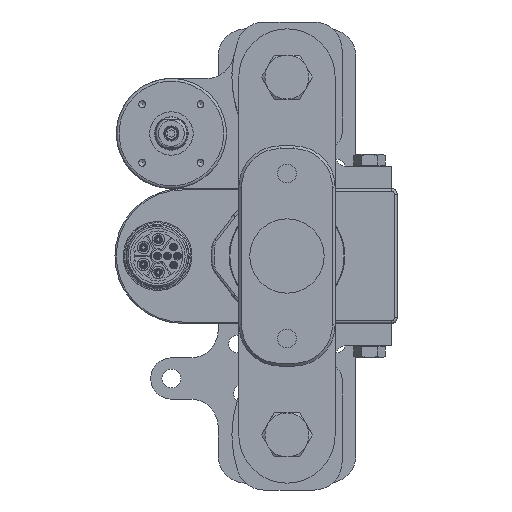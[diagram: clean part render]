
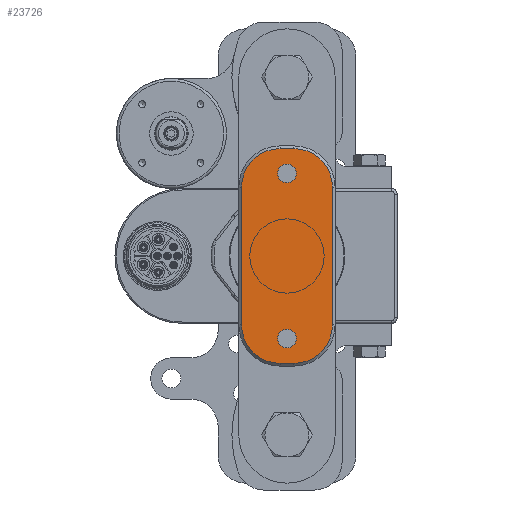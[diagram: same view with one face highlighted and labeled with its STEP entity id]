
A CAD part, left-side view. The second image highlights one B-rep face of the part: STEP entity #23726.
In plain terms, the highlighted face is planar.
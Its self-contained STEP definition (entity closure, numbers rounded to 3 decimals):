
#59 = DIRECTION ( 'NONE',  ( -1., 0., 0. ) ) ;
#308 = DIRECTION ( 'NONE',  ( 1., 0., 0. ) ) ;
#2497 = ORIENTED_EDGE ( 'NONE', *, *, #29786, .T. ) ;
#2559 = DIRECTION ( 'NONE',  ( 1., 0., 0. ) ) ;
#3232 = EDGE_CURVE ( 'NONE', #42497, #6800, #5384, .T. ) ;
#4299 = DIRECTION ( 'NONE',  ( 0., 0., 1. ) ) ;
#4820 = DIRECTION ( 'NONE',  ( 0., 0., 1. ) ) ;
#5007 = LINE ( 'NONE', #37193, #32653 ) ;
#5384 = CIRCLE ( 'NONE', #41873, 14. ) ;
#6800 = VERTEX_POINT ( 'NONE', #19346 ) ;
#7353 = EDGE_CURVE ( 'NONE', #44428, #44428, #15566, .T. ) ;
#8024 = CARTESIAN_POINT ( 'NONE',  ( 33.4, 0., 15. ) ) ;
#8397 = VERTEX_POINT ( 'NONE', #9574 ) ;
#8569 = DIRECTION ( 'NONE',  ( 1., 0., 0. ) ) ;
#8603 = DIRECTION ( 'NONE',  ( 1., 0., 0. ) ) ;
#8780 = CARTESIAN_POINT ( 'NONE',  ( 25., 16.5, 15. ) ) ;
#8829 = CARTESIAN_POINT ( 'NONE',  ( -25., 2.5, 15. ) ) ;
#8939 = VECTOR ( 'NONE', #18641, 1000. ) ;
#9100 = FACE_BOUND ( 'NONE', #46213, .T. ) ;
#9197 = VERTEX_POINT ( 'NONE', #47765 ) ;
#9374 = DIRECTION ( 'NONE',  ( 0., 0., 1. ) ) ;
#9574 = CARTESIAN_POINT ( 'NONE',  ( 39., -2.5, 15. ) ) ;
#10055 = AXIS2_PLACEMENT_3D ( 'NONE', #24497, #4299, #308 ) ;
#10143 = EDGE_CURVE ( 'NONE', #29128, #23757, #19981, .T. ) ;
#11127 = CARTESIAN_POINT ( 'NONE',  ( 25., -2.5, 15. ) ) ;
#11211 = AXIS2_PLACEMENT_3D ( 'NONE', #8829, #20223, #36745 ) ;
#11398 = VERTEX_POINT ( 'NONE', #30720 ) ;
#12585 = ORIENTED_EDGE ( 'NONE', *, *, #51136, .T. ) ;
#12888 = CIRCLE ( 'NONE', #11211, 14. ) ;
#13149 = EDGE_CURVE ( 'NONE', #20785, #8397, #32270, .T. ) ;
#15458 = CARTESIAN_POINT ( 'NONE',  ( -39., 0., 15. ) ) ;
#15566 = CIRCLE ( 'NONE', #41921, 3.4 ) ;
#17300 = CARTESIAN_POINT ( 'NONE',  ( 25., 2.5, 15. ) ) ;
#17330 = DIRECTION ( 'NONE',  ( 0., 0., 1. ) ) ;
#17458 = EDGE_CURVE ( 'NONE', #9197, #29128, #31260, .T. ) ;
#17515 = EDGE_CURVE ( 'NONE', #33980, #33980, #32978, .T. ) ;
#18641 = DIRECTION ( 'NONE',  ( 0., -1., 0. ) ) ;
#18675 = ORIENTED_EDGE ( 'NONE', *, *, #17515, .F. ) ;
#19280 = LINE ( 'NONE', #34729, #36682 ) ;
#19346 = CARTESIAN_POINT ( 'NONE',  ( -25., -16.5, 15. ) ) ;
#19962 = EDGE_LOOP ( 'NONE', ( #18675 ) ) ;
#19981 = LINE ( 'NONE', #48709, #51601 ) ;
#20151 = DIRECTION ( 'NONE',  ( 0., 1., 0. ) ) ;
#20223 = DIRECTION ( 'NONE',  ( 0., 0., 1. ) ) ;
#20336 = AXIS2_PLACEMENT_3D ( 'NONE', #11127, #48073, #50990 ) ;
#20637 = ORIENTED_EDGE ( 'NONE', *, *, #13149, .T. ) ;
#20785 = VERTEX_POINT ( 'NONE', #37149 ) ;
#21460 = CARTESIAN_POINT ( 'NONE',  ( -26.6, 0., 15. ) ) ;
#22750 = ORIENTED_EDGE ( 'NONE', *, *, #17458, .T. ) ;
#23726 = ADVANCED_FACE ( 'NONE', ( #34522, #9100, #32760 ), #33017, .T. ) ;
#23757 = VERTEX_POINT ( 'NONE', #37280 ) ;
#24497 = CARTESIAN_POINT ( 'NONE',  ( -30., 0., 15. ) ) ;
#24538 = CARTESIAN_POINT ( 'NONE',  ( -25., -2.5, 15. ) ) ;
#24642 = DIRECTION ( 'NONE',  ( 0., 0., 1. ) ) ;
#25283 = CARTESIAN_POINT ( 'NONE',  ( 0., 0., 15. ) ) ;
#27145 = EDGE_LOOP ( 'NONE', ( #47885, #22750, #45528, #35072, #12585, #41786, #2497, #20637 ) ) ;
#29128 = VERTEX_POINT ( 'NONE', #8780 ) ;
#29786 = EDGE_CURVE ( 'NONE', #6800, #20785, #19280, .T. ) ;
#30720 = CARTESIAN_POINT ( 'NONE',  ( -39., 2.5, 15. ) ) ;
#31260 = CIRCLE ( 'NONE', #41475, 14. ) ;
#31338 = AXIS2_PLACEMENT_3D ( 'NONE', #25283, #4820, #48956 ) ;
#31588 = CARTESIAN_POINT ( 'NONE',  ( 30., 0., 15. ) ) ;
#32270 = CIRCLE ( 'NONE', #20336, 14. ) ;
#32653 = VECTOR ( 'NONE', #20151, 1000. ) ;
#32760 = FACE_BOUND ( 'NONE', #19962, .T. ) ;
#32978 = CIRCLE ( 'NONE', #10055, 3.4 ) ;
#33017 = PLANE ( 'NONE',  #31338 ) ;
#33099 = EDGE_CURVE ( 'NONE', #8397, #9197, #5007, .T. ) ;
#33980 = VERTEX_POINT ( 'NONE', #21460 ) ;
#34154 = ORIENTED_EDGE ( 'NONE', *, *, #7353, .F. ) ;
#34522 = FACE_OUTER_BOUND ( 'NONE', #27145, .T. ) ;
#34729 = CARTESIAN_POINT ( 'NONE',  ( 25., -16.5, 15. ) ) ;
#35072 = ORIENTED_EDGE ( 'NONE', *, *, #46314, .T. ) ;
#36682 = VECTOR ( 'NONE', #2559, 1000. ) ;
#36745 = DIRECTION ( 'NONE',  ( 1., 0., 0. ) ) ;
#37149 = CARTESIAN_POINT ( 'NONE',  ( 25., -16.5, 15. ) ) ;
#37193 = CARTESIAN_POINT ( 'NONE',  ( 39., 0., 15. ) ) ;
#37280 = CARTESIAN_POINT ( 'NONE',  ( -25., 16.5, 15. ) ) ;
#38889 = LINE ( 'NONE', #15458, #8939 ) ;
#41475 = AXIS2_PLACEMENT_3D ( 'NONE', #17300, #9374, #8569 ) ;
#41786 = ORIENTED_EDGE ( 'NONE', *, *, #3232, .T. ) ;
#41873 = AXIS2_PLACEMENT_3D ( 'NONE', #24538, #17330, #8603 ) ;
#41921 = AXIS2_PLACEMENT_3D ( 'NONE', #31588, #24642, #52037 ) ;
#42497 = VERTEX_POINT ( 'NONE', #46998 ) ;
#44428 = VERTEX_POINT ( 'NONE', #8024 ) ;
#45528 = ORIENTED_EDGE ( 'NONE', *, *, #10143, .T. ) ;
#46213 = EDGE_LOOP ( 'NONE', ( #34154 ) ) ;
#46314 = EDGE_CURVE ( 'NONE', #23757, #11398, #12888, .T. ) ;
#46998 = CARTESIAN_POINT ( 'NONE',  ( -39., -2.5, 15. ) ) ;
#47765 = CARTESIAN_POINT ( 'NONE',  ( 39., 2.5, 15. ) ) ;
#47885 = ORIENTED_EDGE ( 'NONE', *, *, #33099, .T. ) ;
#48073 = DIRECTION ( 'NONE',  ( 0., 0., 1. ) ) ;
#48709 = CARTESIAN_POINT ( 'NONE',  ( -25., 16.5, 15. ) ) ;
#48956 = DIRECTION ( 'NONE',  ( 1., 0., 0. ) ) ;
#50990 = DIRECTION ( 'NONE',  ( 1., 0., 0. ) ) ;
#51136 = EDGE_CURVE ( 'NONE', #11398, #42497, #38889, .T. ) ;
#51601 = VECTOR ( 'NONE', #59, 1000. ) ;
#52037 = DIRECTION ( 'NONE',  ( 1., 0., 0. ) ) ;
